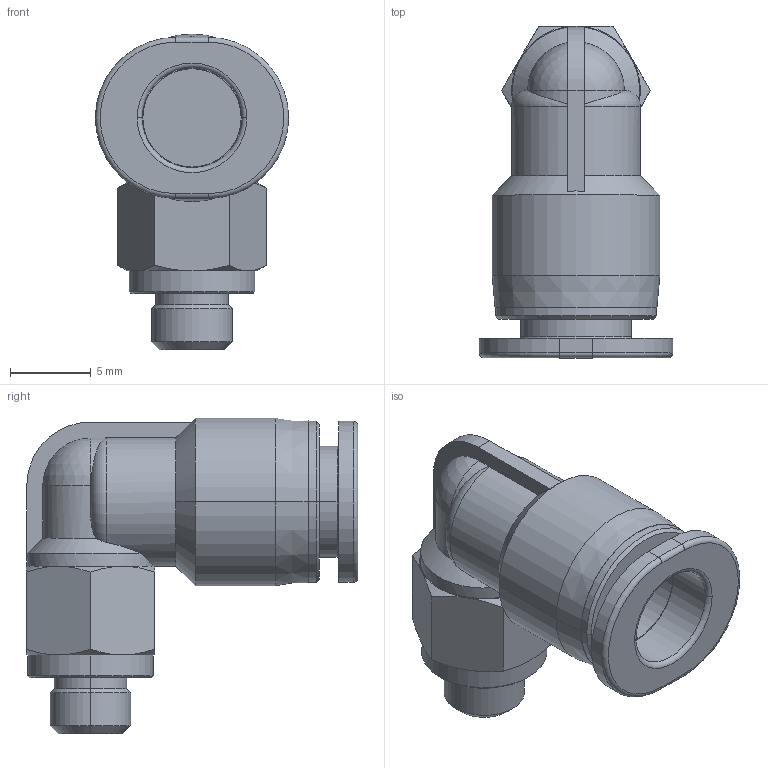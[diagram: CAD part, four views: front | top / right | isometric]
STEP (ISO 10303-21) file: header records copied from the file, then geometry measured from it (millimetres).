
FILE_DESCRIPTION((''),'2;1');
FILE_NAME('PL06M5C-mdt.stp','2017-07-24T14:47:06',(''),(''),'Mechanical Desktop 2009','Mechanical Desktop 2009',', , ');
FILE_SCHEMA(('CONFIG_CONTROL_DESIGN'));
Length unit declared in the file: millimetre
Products named in the file (2): PL06M5C-MDT; PART1
Assembly tree (1 placements, depth 2):
  PL06M5C-MDT
    PART1
Bounding box: 12 x 20.6 x 19.6 mm (x, y, z)
Volume: 1362.7 mm3; surface area: 1336.2 mm2
Topology: 1 solids, 1 shells, 98 faces, 219 edges, 131 vertices
Faces by surface type: plane 31, cylinder 29, cone 26, torus 6, bspline 4, sphere 2
Full cylindrical faces by diameter (mm): 7.9 x1
Entity records: 3039 total; most frequent: CARTESIAN_POINT 812, DIRECTION 464, ORIENTED_EDGE 440, EDGE_CURVE 220, AXIS2_PLACEMENT_3D 196, VERTEX_POINT 131, EDGE_LOOP 106, CIRCLE 100
